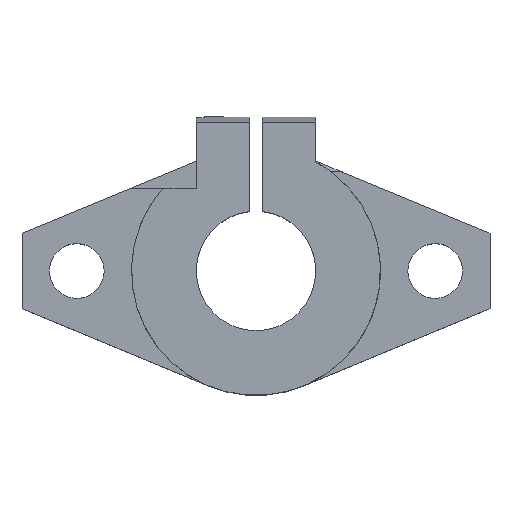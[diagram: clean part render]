
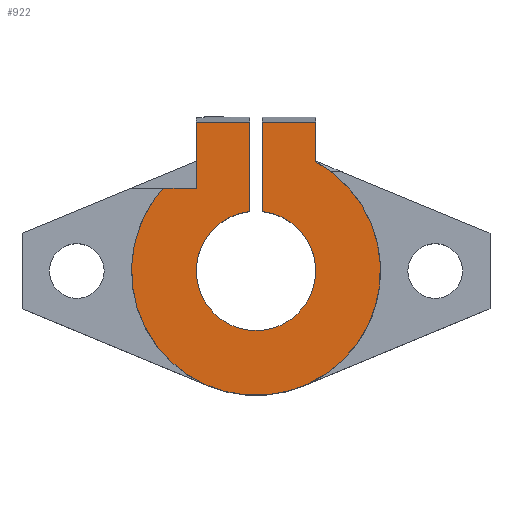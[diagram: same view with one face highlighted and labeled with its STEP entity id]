
A CAD part, top view. The second image highlights one B-rep face of the part: STEP entity #922.
In plain terms, the highlighted planar face has unit normal (0, 0, 1).
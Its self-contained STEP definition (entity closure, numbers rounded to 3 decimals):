
#28 = EDGE_CURVE ( 'NONE', #477, #478, #316, .T. ) ;
#29 = EDGE_CURVE ( 'NONE', #513, #504, #327, .T. ) ;
#32 = EDGE_CURVE ( 'NONE', #511, #510, #330, .T. ) ;
#33 = EDGE_CURVE ( 'NONE', #478, #510, #325, .T. ) ;
#34 = EDGE_CURVE ( 'NONE', #475, #504, #333, .T. ) ;
#35 = EDGE_CURVE ( 'NONE', #476, #475, #335, .T. ) ;
#36 = EDGE_CURVE ( 'NONE', #513, #511, #337, .T. ) ;
#38 = EDGE_CURVE ( 'NONE', #477, #512, #341, .T. ) ;
#40 = EDGE_CURVE ( 'NONE', #476, #512, #342, .T. ) ;
#84 = EDGE_LOOP ( 'NONE', ( #217, #218, #219, #220, #221, #222, #223, #224, #225 ) ) ;
#217 = ORIENTED_EDGE ( 'NONE', *, *, #35, .T. ) ;
#218 = ORIENTED_EDGE ( 'NONE', *, *, #34, .T. ) ;
#219 = ORIENTED_EDGE ( 'NONE', *, *, #29, .F. ) ;
#220 = ORIENTED_EDGE ( 'NONE', *, *, #36, .T. ) ;
#221 = ORIENTED_EDGE ( 'NONE', *, *, #32, .T. ) ;
#222 = ORIENTED_EDGE ( 'NONE', *, *, #33, .F. ) ;
#223 = ORIENTED_EDGE ( 'NONE', *, *, #28, .F. ) ;
#224 = ORIENTED_EDGE ( 'NONE', *, *, #38, .T. ) ;
#225 = ORIENTED_EDGE ( 'NONE', *, *, #40, .F. ) ;
#316 = LINE ( 'NONE', #582, #323 ) ;
#317 = VECTOR ( 'NONE', #611, 1000. ) ;
#323 = VECTOR ( 'NONE', #583, 1000. ) ;
#325 = LINE ( 'NONE', #588, #332 ) ;
#327 = CIRCLE ( 'NONE', #954, 6. ) ;
#330 = LINE ( 'NONE', #590, #331 ) ;
#331 = VECTOR ( 'NONE', #591, 1000. ) ;
#332 = VECTOR ( 'NONE', #593, 1000. ) ;
#333 = LINE ( 'NONE', #594, #334 ) ;
#334 = VECTOR ( 'NONE', #595, 1000. ) ;
#335 = LINE ( 'NONE', #596, #336 ) ;
#336 = VECTOR ( 'NONE', #597, 1000. ) ;
#337 = LINE ( 'NONE', #598, #338 ) ;
#338 = VECTOR ( 'NONE', #599, 1000. ) ;
#341 = CIRCLE ( 'NONE', #953, 12.5 ) ;
#342 = LINE ( 'NONE', #604, #317 ) ;
#401 = FACE_OUTER_BOUND ( 'NONE', #84, .T. ) ;
#475 = VERTEX_POINT ( 'NONE', #701 ) ;
#476 = VERTEX_POINT ( 'NONE', #710 ) ;
#477 = VERTEX_POINT ( 'NONE', #686 ) ;
#478 = VERTEX_POINT ( 'NONE', #711 ) ;
#504 = VERTEX_POINT ( 'NONE', #734 ) ;
#510 = VERTEX_POINT ( 'NONE', #740 ) ;
#511 = VERTEX_POINT ( 'NONE', #741 ) ;
#512 = VERTEX_POINT ( 'NONE', #742 ) ;
#513 = VERTEX_POINT ( 'NONE', #743 ) ;
#574 = CARTESIAN_POINT ( 'NONE',  ( -47., 0., 13. ) ) ;
#582 = CARTESIAN_POINT ( 'NONE',  ( -47., 8.295, 13. ) ) ;
#583 = DIRECTION ( 'NONE',  ( 1., 0., 0. ) ) ;
#584 = DIRECTION ( 'NONE',  ( 0., 0., 1. ) ) ;
#585 = DIRECTION ( 'NONE',  ( 1., 0., 0. ) ) ;
#588 = CARTESIAN_POINT ( 'NONE',  ( -53., 10.966, 13. ) ) ;
#590 = CARTESIAN_POINT ( 'NONE',  ( -23.5, 14.931, 13. ) ) ;
#591 = DIRECTION ( 'NONE',  ( -1., 0., 0. ) ) ;
#593 = DIRECTION ( 'NONE',  ( 0., 1., 0. ) ) ;
#594 = CARTESIAN_POINT ( 'NONE',  ( -46.372, 15.5, 13. ) ) ;
#595 = DIRECTION ( 'NONE',  ( 0., -1., 0. ) ) ;
#596 = CARTESIAN_POINT ( 'NONE',  ( -23.5, 14.931, 13. ) ) ;
#597 = DIRECTION ( 'NONE',  ( -1., 0., 0. ) ) ;
#598 = CARTESIAN_POINT ( 'NONE',  ( -47.628, 15.5, 13. ) ) ;
#599 = DIRECTION ( 'NONE',  ( 0., 1., 0. ) ) ;
#603 = CARTESIAN_POINT ( 'NONE',  ( -47., 0., 13. ) ) ;
#604 = CARTESIAN_POINT ( 'NONE',  ( -41., 10.966, 13. ) ) ;
#605 = DIRECTION ( 'NONE',  ( 0., 0., 1. ) ) ;
#606 = DIRECTION ( 'NONE',  ( 1., 0., 0. ) ) ;
#611 = DIRECTION ( 'NONE',  ( 0., -1., 0. ) ) ;
#686 = CARTESIAN_POINT ( 'NONE',  ( -56.351, 8.295, 13. ) ) ;
#701 = CARTESIAN_POINT ( 'NONE',  ( -46.372, 14.931, 13. ) ) ;
#710 = CARTESIAN_POINT ( 'NONE',  ( -41., 14.931, 13. ) ) ;
#711 = CARTESIAN_POINT ( 'NONE',  ( -53., 8.295, 13. ) ) ;
#734 = CARTESIAN_POINT ( 'NONE',  ( -46.372, 5.967, 13. ) ) ;
#740 = CARTESIAN_POINT ( 'NONE',  ( -53., 14.931, 13. ) ) ;
#741 = CARTESIAN_POINT ( 'NONE',  ( -47.628, 14.931, 13. ) ) ;
#742 = CARTESIAN_POINT ( 'NONE',  ( -41., 10.966, 13. ) ) ;
#743 = CARTESIAN_POINT ( 'NONE',  ( -47.628, 5.967, 13. ) ) ;
#771 = PLANE ( 'NONE',  #977 ) ;
#775 = CARTESIAN_POINT ( 'NONE',  ( -47., 0., 13. ) ) ;
#781 = DIRECTION ( 'NONE',  ( 0., 0., 1. ) ) ;
#782 = DIRECTION ( 'NONE',  ( -1., 0., 0. ) ) ;
#922 = ADVANCED_FACE ( 'NONE', ( #401 ), #771, .T. ) ;
#953 = AXIS2_PLACEMENT_3D ( 'NONE', #603, #605, #606 ) ;
#954 = AXIS2_PLACEMENT_3D ( 'NONE', #574, #584, #585 ) ;
#977 = AXIS2_PLACEMENT_3D ( 'NONE', #775, #781, #782 ) ;
